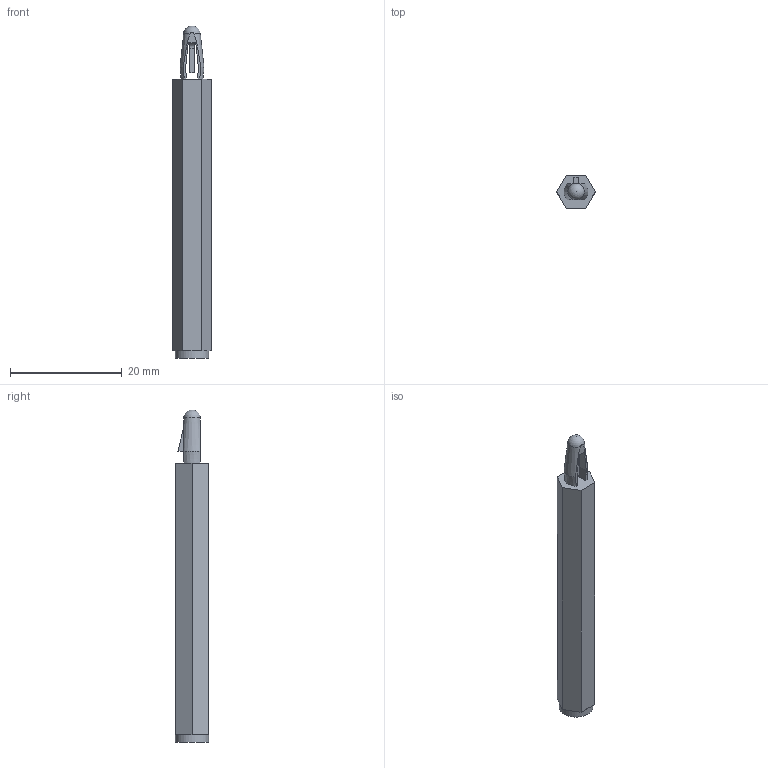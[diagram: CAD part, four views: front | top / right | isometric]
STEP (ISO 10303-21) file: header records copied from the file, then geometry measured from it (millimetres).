
FILE_DESCRIPTION( ( 'Unknown' ), '1' );
FILE_NAME( '973500365.stp', 'Unknown', ( 'Unknown' ), ( 'Unknown' ), 'PSStep 19.0.9', 'Unknown', ' ' );
FILE_SCHEMA( ( 'AUTOMOTIVE_DESIGN { 1 0 10303 214 1 1 1 1 }' ) );
Length unit declared in the file: millimetre
Products named in the file (1): 1
Bounding box: 6.93 x 6 x 59.5 mm (x, y, z)
Volume: 1557.6 mm3; surface area: 1343.3 mm2
Topology: 1 solids, 1 shells, 40 faces, 109 edges, 70 vertices
Faces by surface type: plane 29, cone 6, cylinder 4, sphere 1
Full cylindrical faces by diameter (mm): 2.459 x2, 6 x1
Entity records: 1547 total; most frequent: CARTESIAN_POINT 258, DIRECTION 193, ORIENTED_EDGE 192, EDGE_CURVE 96, VERTEX_POINT 65, LINE 65, VECTOR 65, AXIS2_PLACEMENT_3D 64
